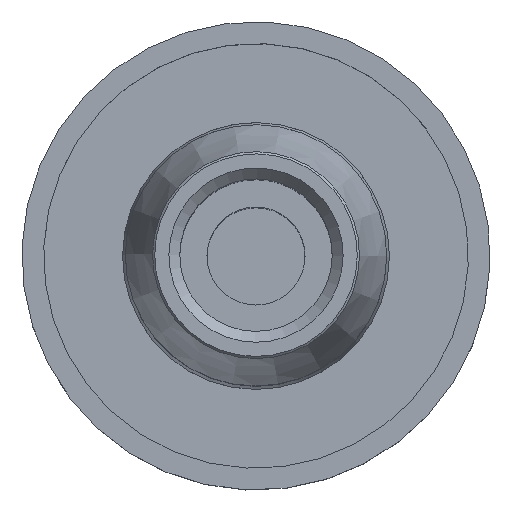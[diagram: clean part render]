
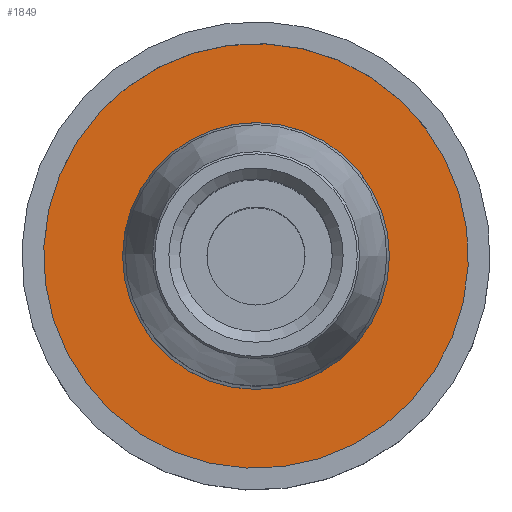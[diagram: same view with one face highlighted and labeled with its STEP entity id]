
A CAD part, top view. The second image highlights one B-rep face of the part: STEP entity #1849.
In plain terms, the highlighted planar face has unit normal (0, 0, 1).
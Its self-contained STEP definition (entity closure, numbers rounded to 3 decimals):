
#145=FACE_BOUND('',#433,.T.);
#207=PLANE('',#2132);
#311=FACE_OUTER_BOUND('',#432,.T.);
#432=EDGE_LOOP('',(#1715));
#433=EDGE_LOOP('',(#1716));
#736=CIRCLE('',#2131,9.75);
#737=CIRCLE('',#2133,5.7);
#917=VERTEX_POINT('',#7995);
#918=VERTEX_POINT('',#7999);
#1184=EDGE_CURVE('',#917,#917,#736,.T.);
#1185=EDGE_CURVE('',#918,#918,#737,.T.);
#1715=ORIENTED_EDGE('',*,*,#1184,.T.);
#1716=ORIENTED_EDGE('',*,*,#1185,.F.);
#1849=ADVANCED_FACE('',(#311,#145),#207,.F.);
#2131=AXIS2_PLACEMENT_3D('',#7997,#2630,#2631);
#2132=AXIS2_PLACEMENT_3D('',#7998,#2632,#2633);
#2133=AXIS2_PLACEMENT_3D('',#8000,#2634,#2635);
#2630=DIRECTION('center_axis',(0.,0.,1.));
#2631=DIRECTION('ref_axis',(-1.,0.,0.));
#2632=DIRECTION('center_axis',(0.,0.,-1.));
#2633=DIRECTION('ref_axis',(-1.,0.,0.));
#2634=DIRECTION('center_axis',(0.,0.,1.));
#2635=DIRECTION('ref_axis',(-1.,0.,0.));
#7995=CARTESIAN_POINT('',(9.75,0.,1.5));
#7997=CARTESIAN_POINT('Origin',(0.,0.,1.5));
#7998=CARTESIAN_POINT('Origin',(0.,0.,1.5));
#7999=CARTESIAN_POINT('',(5.7,0.,1.5));
#8000=CARTESIAN_POINT('Origin',(0.,0.,1.5));
